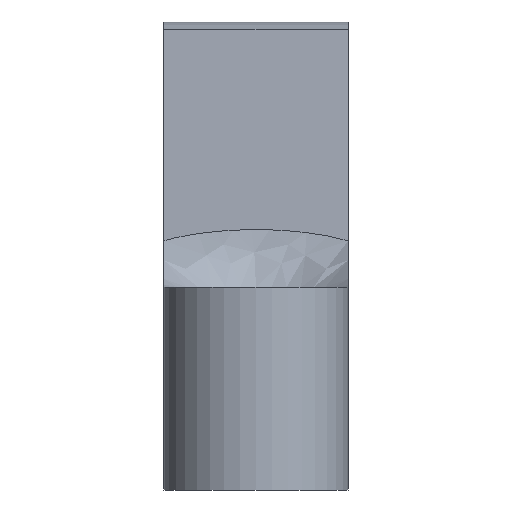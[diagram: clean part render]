
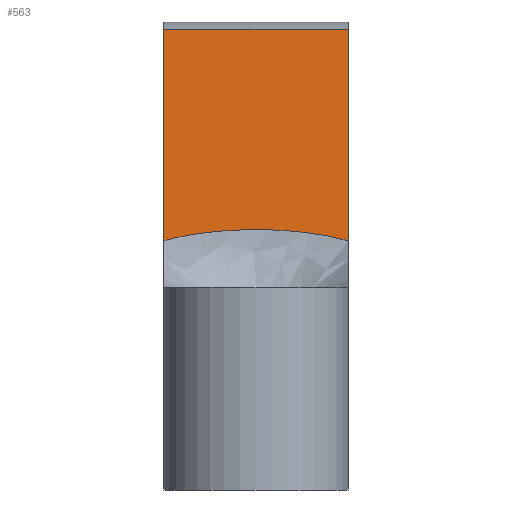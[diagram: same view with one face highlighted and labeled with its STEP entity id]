
A CAD part, left-side view. The second image highlights one B-rep face of the part: STEP entity #563.
In plain terms, the highlighted planar face has unit normal (-0.346, 0, 0.938).
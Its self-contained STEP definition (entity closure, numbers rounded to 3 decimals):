
#33=B_SPLINE_CURVE_WITH_KNOTS('',3,(#938,#939,#940,#941,#942,#943),
 .UNSPECIFIED.,.F.,.F.,(4,1,1,4),(2.924,3.178,3.528,
3.782),.UNSPECIFIED.);
#45=PLANE('',#618);
#65=FACE_OUTER_BOUND('',#97,.T.);
#97=EDGE_LOOP('',(#427,#428,#429,#430));
#150=LINE('',#926,#192);
#151=LINE('',#935,#193);
#152=LINE('',#944,#194);
#192=VECTOR('',#712,10.);
#193=VECTOR('',#723,10.);
#194=VECTOR('',#726,10.);
#266=VERTEX_POINT('',#906);
#267=VERTEX_POINT('',#925);
#270=VERTEX_POINT('',#933);
#271=VERTEX_POINT('',#937);
#328=EDGE_CURVE('',#266,#267,#150,.T.);
#333=EDGE_CURVE('',#267,#270,#151,.T.);
#334=EDGE_CURVE('',#271,#266,#33,.T.);
#335=EDGE_CURVE('',#270,#271,#152,.T.);
#427=ORIENTED_EDGE('',*,*,#333,.F.);
#428=ORIENTED_EDGE('',*,*,#328,.F.);
#429=ORIENTED_EDGE('',*,*,#334,.F.);
#430=ORIENTED_EDGE('',*,*,#335,.F.);
#563=ADVANCED_FACE('',(#65),#45,.F.);
#618=AXIS2_PLACEMENT_3D('',#936,#724,#725);
#712=DIRECTION('',(0.938,0.,0.346));
#723=DIRECTION('',(0.,-1.,0.));
#724=DIRECTION('center_axis',(0.346,0.,-0.938));
#725=DIRECTION('ref_axis',(-0.938,0.,-0.346));
#726=DIRECTION('',(-0.938,0.,-0.346));
#906=CARTESIAN_POINT('',(-0.248,35.7,20.012));
#925=CARTESIAN_POINT('',(24.63,35.7,29.191));
#926=CARTESIAN_POINT('',(23.713,35.7,28.853));
#933=CARTESIAN_POINT('',(24.63,27.7,29.191));
#935=CARTESIAN_POINT('',(24.63,29.7,29.191));
#936=CARTESIAN_POINT('Origin',(25.468,27.7,29.5));
#937=CARTESIAN_POINT('',(-0.248,27.7,20.012));
#938=CARTESIAN_POINT('Ctrl Pts',(-0.246,27.699,20.012));
#939=CARTESIAN_POINT('Ctrl Pts',(0.255,28.359,20.197));
#940=CARTESIAN_POINT('Ctrl Pts',(1.133,30.207,20.521));
#941=CARTESIAN_POINT('Ctrl Pts',(1.134,33.192,20.522));
#942=CARTESIAN_POINT('Ctrl Pts',(0.256,35.04,20.198));
#943=CARTESIAN_POINT('Ctrl Pts',(-0.246,35.701,20.012));
#944=CARTESIAN_POINT('',(9.234,27.7,23.51));
